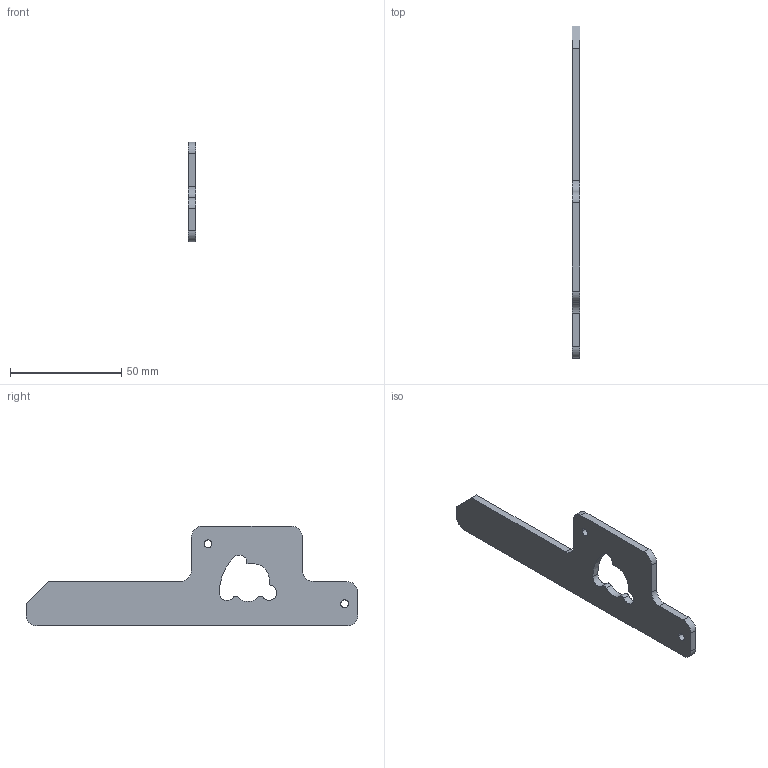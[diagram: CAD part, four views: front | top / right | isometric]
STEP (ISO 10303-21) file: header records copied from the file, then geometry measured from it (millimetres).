
FILE_DESCRIPTION((''),'2;1');
FILE_NAME('','2005-10-07T11:32:04',(''),(''),'','CADfix','');
FILE_SCHEMA(('AUTOMOTIVE_DESIGN'));
Length unit declared in the file: millimetre
Products named in the file (1): cam
Bounding box: 3.2 x 149.5 x 45 mm (x, y, z)
Volume: 12110.8 mm3; surface area: 9075.8 mm2
Topology: 1 solids, 1 shells, 32 faces, 98 edges, 68 vertices
Faces by surface type: bspline 32
Entity records: 1130 total; most frequent: CARTESIAN_POINT 573, ORIENTED_EDGE 196, EDGE_CURVE 98, VERTEX_POINT 68, QUASI_UNIFORM_CURVE 52, EDGE_LOOP 38, FACE_OUTER_BOUND 32, ADVANCED_FACE 32
